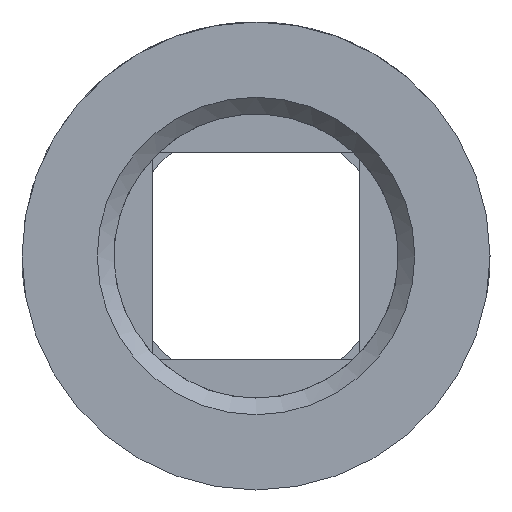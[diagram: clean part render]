
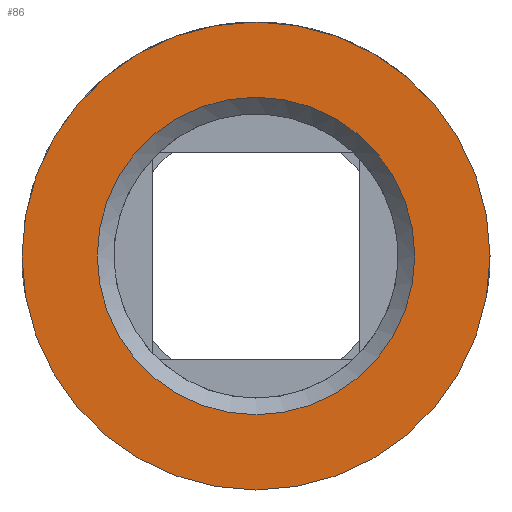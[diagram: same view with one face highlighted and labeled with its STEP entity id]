
A CAD part, left-side view. The second image highlights one B-rep face of the part: STEP entity #86.
In plain terms, the highlighted planar face has unit normal (-1, 0, 0).
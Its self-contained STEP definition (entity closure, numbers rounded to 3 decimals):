
#86 = ADVANCED_FACE( '', ( #195, #196 ), #197, .F. );
#195 = FACE_BOUND( '', #330, .T. );
#196 = FACE_OUTER_BOUND( '', #331, .T. );
#197 = PLANE( '', #332 );
#330 = EDGE_LOOP( '', ( #509 ) );
#331 = EDGE_LOOP( '', ( #510 ) );
#332 = AXIS2_PLACEMENT_3D( '', #511, #512, #513 );
#509 = ORIENTED_EDGE( '', *, *, #764, .T. );
#510 = ORIENTED_EDGE( '', *, *, #779, .T. );
#511 = CARTESIAN_POINT( '', ( 0., 4.25, 0. ) );
#512 = DIRECTION( '', ( 1., 0., 0. ) );
#513 = DIRECTION( '', ( 0., 0., -1. ) );
#764 = EDGE_CURVE( '', #904, #904, #905, .T. );
#779 = EDGE_CURVE( '', #928, #928, #929, .T. );
#904 = VERTEX_POINT( '', #1093 );
#905 = CIRCLE( '', #1094, 4.75 );
#928 = VERTEX_POINT( '', #1123 );
#929 = CIRCLE( '', #1124, 7. );
#1093 = CARTESIAN_POINT( '', ( 0., 0., -4.75 ) );
#1094 = AXIS2_PLACEMENT_3D( '', #1379, #1380, #1381 );
#1123 = CARTESIAN_POINT( '', ( 0., 0., 7. ) );
#1124 = AXIS2_PLACEMENT_3D( '', #1400, #1401, #1402 );
#1379 = CARTESIAN_POINT( '', ( 0., 0., 0. ) );
#1380 = DIRECTION( '', ( 1., 0., 0. ) );
#1381 = DIRECTION( '', ( 0., 0., -1. ) );
#1400 = CARTESIAN_POINT( '', ( 0., 0., 0. ) );
#1401 = DIRECTION( '', ( -1., 0., 0. ) );
#1402 = DIRECTION( '', ( 0., 0., 1. ) );
